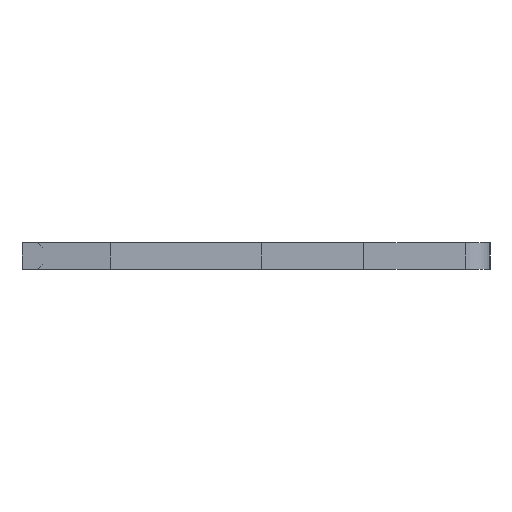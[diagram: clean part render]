
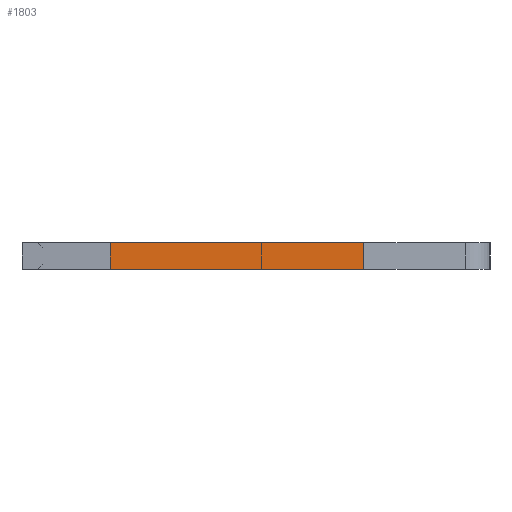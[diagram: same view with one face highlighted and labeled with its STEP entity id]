
A CAD part, left-side view. The second image highlights one B-rep face of the part: STEP entity #1803.
In plain terms, the highlighted face is planar.
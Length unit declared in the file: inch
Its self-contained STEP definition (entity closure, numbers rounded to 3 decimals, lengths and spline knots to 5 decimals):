
#25 = EDGE_CURVE ( 'NONE', #2132, #586, #1699, .T. ) ;
#69 = PLANE ( 'NONE',  #1255 ) ;
#104 = DIRECTION ( 'NONE',  ( 0., 0., 1. ) ) ;
#157 = DIRECTION ( 'NONE',  ( 0., 1., 0. ) ) ;
#233 = ORIENTED_EDGE ( 'NONE', *, *, #724, .F. ) ;
#261 = VERTEX_POINT ( 'NONE', #457 ) ;
#303 = VERTEX_POINT ( 'NONE', #2214 ) ;
#360 = FACE_OUTER_BOUND ( 'NONE', #2290, .T. ) ;
#455 = VECTOR ( 'NONE', #1106, 39.37008 ) ;
#457 = CARTESIAN_POINT ( 'NONE',  ( 0.013, 0.146, -0.0575 ) ) ;
#475 = CARTESIAN_POINT ( 'NONE',  ( -0.013, -0.099, -0.0575 ) ) ;
#483 = CARTESIAN_POINT ( 'NONE',  ( 0.013, -0.099, -0.0575 ) ) ;
#586 = VERTEX_POINT ( 'NONE', #734 ) ;
#724 = EDGE_CURVE ( 'NONE', #261, #586, #1697, .T. ) ;
#734 = CARTESIAN_POINT ( 'NONE',  ( -0.013, 0.146, -0.0575 ) ) ;
#812 = EDGE_CURVE ( 'NONE', #303, #261, #984, .T. ) ;
#848 = LINE ( 'NONE', #483, #2228 ) ;
#887 = DIRECTION ( 'NONE',  ( 1., 0., 0. ) ) ;
#984 = LINE ( 'NONE', #1850, #2096 ) ;
#1106 = DIRECTION ( 'NONE',  ( 0., 1., 0. ) ) ;
#1255 = AXIS2_PLACEMENT_3D ( 'NONE', #2176, #104, #887 ) ;
#1317 = CARTESIAN_POINT ( 'NONE',  ( -0.013, 0.146, -0.0575 ) ) ;
#1342 = DIRECTION ( 'NONE',  ( -1., 0., 0. ) ) ;
#1398 = CARTESIAN_POINT ( 'NONE',  ( 0.013, 0.146, -0.0575 ) ) ;
#1697 = LINE ( 'NONE', #1398, #1903 ) ;
#1699 = LINE ( 'NONE', #1317, #455 ) ;
#1803 = ADVANCED_FACE ( 'NONE', ( #360 ), #69, .F. ) ;
#1842 = ORIENTED_EDGE ( 'NONE', *, *, #2206, .T. ) ;
#1850 = CARTESIAN_POINT ( 'NONE',  ( 0.013, 0.146, -0.0575 ) ) ;
#1903 = VECTOR ( 'NONE', #2441, 39.37008 ) ;
#2096 = VECTOR ( 'NONE', #157, 39.37008 ) ;
#2132 = VERTEX_POINT ( 'NONE', #475 ) ;
#2135 = ORIENTED_EDGE ( 'NONE', *, *, #812, .F. ) ;
#2176 = CARTESIAN_POINT ( 'NONE',  ( 0.013, 0.146, -0.0575 ) ) ;
#2206 = EDGE_CURVE ( 'NONE', #303, #2132, #848, .T. ) ;
#2214 = CARTESIAN_POINT ( 'NONE',  ( 0.013, -0.099, -0.0575 ) ) ;
#2228 = VECTOR ( 'NONE', #1342, 39.37008 ) ;
#2290 = EDGE_LOOP ( 'NONE', ( #2295, #233, #2135, #1842 ) ) ;
#2295 = ORIENTED_EDGE ( 'NONE', *, *, #25, .T. ) ;
#2441 = DIRECTION ( 'NONE',  ( -1., 0., 0. ) ) ;
